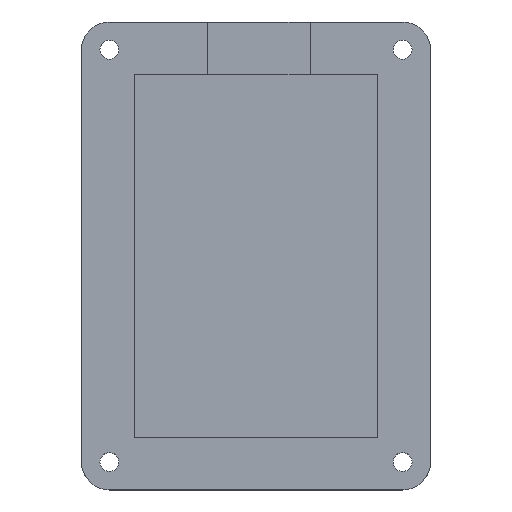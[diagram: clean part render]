
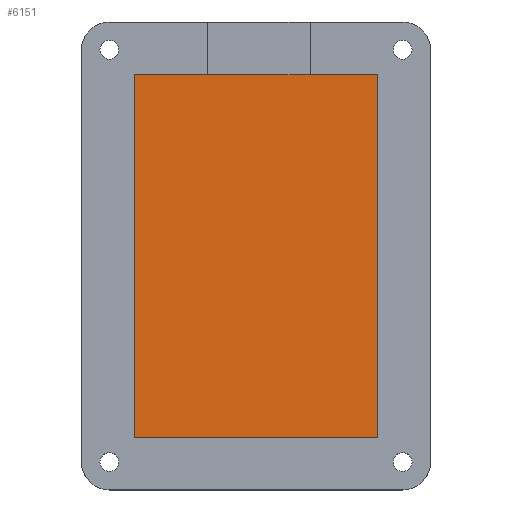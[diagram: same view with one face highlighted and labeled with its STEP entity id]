
A CAD part, top view. The second image highlights one B-rep face of the part: STEP entity #6151.
In plain terms, the highlighted planar face has unit normal (0, 0, 1).
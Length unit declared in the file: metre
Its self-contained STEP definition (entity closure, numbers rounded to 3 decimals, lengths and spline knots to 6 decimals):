
#989=ORIENTED_EDGE('',*,*,#2839,.F.);
#990=ORIENTED_EDGE('',*,*,#2832,.T.);
#991=ORIENTED_EDGE('',*,*,#2846,.T.);
#992=ORIENTED_EDGE('',*,*,#2843,.F.);
#2832=EDGE_CURVE('',#3784,#3785,#4262,.T.);
#2839=EDGE_CURVE('',#3784,#3791,#4269,.T.);
#2843=EDGE_CURVE('',#3791,#3794,#4273,.T.);
#2846=EDGE_CURVE('',#3785,#3794,#4276,.T.);
#3784=VERTEX_POINT('',#8697);
#3785=VERTEX_POINT('',#8698);
#3791=VERTEX_POINT('',#8712);
#3794=VERTEX_POINT('',#8720);
#4262=LINE('',#8696,#4791);
#4269=LINE('',#8711,#4798);
#4273=LINE('',#8719,#4802);
#4276=LINE('',#8725,#4805);
#4791=VECTOR('',#7022,1.);
#4798=VECTOR('',#7031,1.);
#4802=VECTOR('',#7037,1.);
#4805=VECTOR('',#7042,1.);
#5272=EDGE_LOOP('',(#989,#990,#991,#992));
#5661=FACE_BOUND('',#5272,.T.);
#6008=PLANE('',#6578);
#6151=ADVANCED_FACE('',(#5661),#6008,.T.);
#6578=AXIS2_PLACEMENT_3D('',#8764,#7093,#7094);
#7022=DIRECTION('',(0.,-1.,0.));
#7031=DIRECTION('',(1.,0.,0.));
#7037=DIRECTION('',(0.,-1.,0.));
#7042=DIRECTION('',(1.,0.,0.));
#7093=DIRECTION('',(0.,0.,1.));
#7094=DIRECTION('',(1.,0.,0.));
#8696=CARTESIAN_POINT('',(-0.057239,0.003397,0.003));
#8697=CARTESIAN_POINT('',(-0.057239,0.036044,0.003));
#8698=CARTESIAN_POINT('',(-0.057239,-0.02925,0.003));
#8711=CARTESIAN_POINT('',(-0.035308,0.036044,0.003));
#8712=CARTESIAN_POINT('',(-0.013377,0.036044,0.003));
#8719=CARTESIAN_POINT('',(-0.013377,0.003397,0.003));
#8720=CARTESIAN_POINT('',(-0.013377,-0.02925,0.003));
#8725=CARTESIAN_POINT('',(-0.035308,-0.02925,0.003));
#8764=CARTESIAN_POINT('',(-0.035308,0.003397,0.003));
